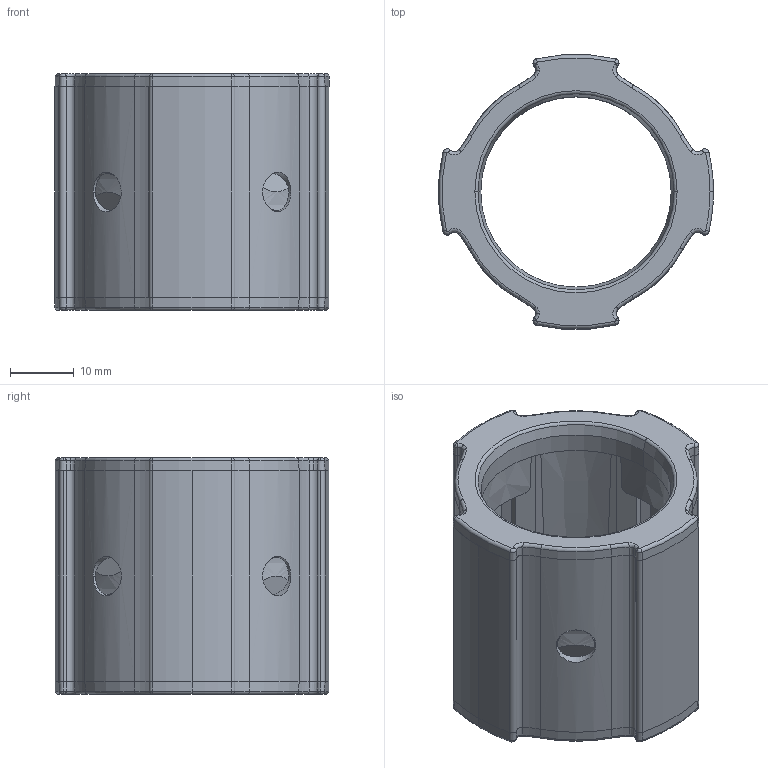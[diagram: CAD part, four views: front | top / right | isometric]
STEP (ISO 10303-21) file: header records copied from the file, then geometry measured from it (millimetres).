
FILE_DESCRIPTION (( 'STEP AP203' ), '1' );
FILE_NAME ('GFJ-A04.STEP', '2011-02-24T05:01:50', ( 'SUS‡Š' ), ( 'SUS‡Š' ), 'SwSTEP 2.0', 'SolidWorks 2006303', '' );
FILE_SCHEMA (( 'CONFIG_CONTROL_DESIGN' ));
Length unit declared in the file: millimetre
Products named in the file (3): GFJ-A04; GfJ-A04-2_33; GFJ-A04-3_蹬怮椔
Assembly tree (3 placements, depth 2):
  GFJ-A04
    GFJ-A04-3_蹬怮椔  x2
    GfJ-A04-2_33
Bounding box: 43 x 42.85 x 37 mm (x, y, z)
Volume: 15446.5 mm3; surface area: 17470.2 mm2
Topology: 3 solids, 3 shells, 358 faces, 940 edges, 594 vertices
Faces by surface type: cone 114, plane 84, torus 82, cylinder 78
Entity records: 8116 total; most frequent: CARTESIAN_POINT 2189, DIRECTION 1251, ORIENTED_EDGE 1174, EDGE_CURVE 587, AXIS2_PLACEMENT_3D 513, VERTEX_POINT 375, CIRCLE 288, EDGE_LOOP 234
